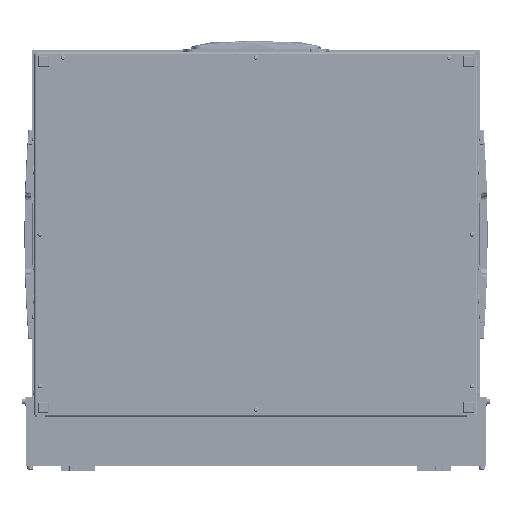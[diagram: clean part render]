
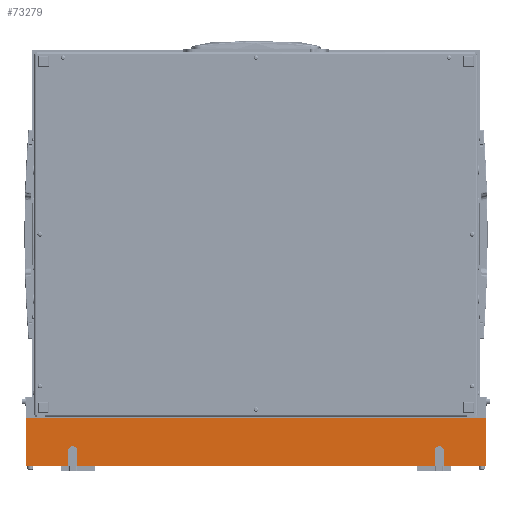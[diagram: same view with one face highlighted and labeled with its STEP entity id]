
A CAD part, front view. The second image highlights one B-rep face of the part: STEP entity #73279.
In plain terms, the highlighted planar face has unit normal (0, -1, 0).
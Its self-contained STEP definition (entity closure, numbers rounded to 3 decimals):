
#2 = CARTESIAN_POINT ( 'NONE',  ( -19.5, -30., 232.6 ) ) ;
#575 = EDGE_CURVE ( 'NONE', #88416, #109300, #50492, .T. ) ;
#877 = EDGE_CURVE ( 'NONE', #88416, #100591, #78864, .T. ) ;
#2813 = AXIS2_PLACEMENT_3D ( 'NONE', #100193, #14829, #40260 ) ;
#3221 = VECTOR ( 'NONE', #68331, 1000. ) ;
#3798 = CIRCLE ( 'NONE', #98850, 5.5 ) ;
#10163 = DIRECTION ( 'NONE',  ( 0., -1., 0. ) ) ;
#10719 = ORIENTED_EDGE ( 'NONE', *, *, #877, .F. ) ;
#11259 = CARTESIAN_POINT ( 'NONE',  ( -19.5, -30., -227.1 ) ) ;
#12572 = DIRECTION ( 'NONE',  ( 1., 0., 0. ) ) ;
#13111 = CARTESIAN_POINT ( 'NONE',  ( 0., -30., -285. ) ) ;
#14017 = DIRECTION ( 'NONE',  ( 1., 0., 0. ) ) ;
#14829 = DIRECTION ( 'NONE',  ( 0., -1., 0. ) ) ;
#16966 = CARTESIAN_POINT ( 'NONE',  ( 0., -30., -232.6 ) ) ;
#17515 = DIRECTION ( 'NONE',  ( 0., 0., 1. ) ) ;
#18200 = EDGE_CURVE ( 'NONE', #23128, #25405, #51524, .T. ) ;
#18454 = ORIENTED_EDGE ( 'NONE', *, *, #575, .T. ) ;
#20158 = CARTESIAN_POINT ( 'NONE',  ( 0., -30., -285. ) ) ;
#21825 = CARTESIAN_POINT ( 'NONE',  ( 0., -30., 232.6 ) ) ;
#22761 = CARTESIAN_POINT ( 'NONE',  ( 0., -30., 285. ) ) ;
#22953 = CARTESIAN_POINT ( 'NONE',  ( -60., -30., -285. ) ) ;
#23128 = VERTEX_POINT ( 'NONE', #43975 ) ;
#23386 = LINE ( 'NONE', #22761, #90002 ) ;
#24872 = VERTEX_POINT ( 'NONE', #92772 ) ;
#25405 = VERTEX_POINT ( 'NONE', #102783 ) ;
#25862 = ORIENTED_EDGE ( 'NONE', *, *, #69306, .F. ) ;
#30567 = DIRECTION ( 'NONE',  ( -1., 0., 0. ) ) ;
#32707 = LINE ( 'NONE', #13111, #54533 ) ;
#34526 = CARTESIAN_POINT ( 'NONE',  ( 0., -30., 232.6 ) ) ;
#34909 = VERTEX_POINT ( 'NONE', #81725 ) ;
#38943 = CARTESIAN_POINT ( 'NONE',  ( 0., -30., -285. ) ) ;
#39395 = DIRECTION ( 'NONE',  ( 0., 0., 1. ) ) ;
#40260 = DIRECTION ( 'NONE',  ( 1., 0., 0. ) ) ;
#40395 = ORIENTED_EDGE ( 'NONE', *, *, #94114, .F. ) ;
#41048 = ORIENTED_EDGE ( 'NONE', *, *, #110927, .F. ) ;
#43975 = CARTESIAN_POINT ( 'NONE',  ( -19.5, -30., 221.6 ) ) ;
#45693 = CARTESIAN_POINT ( 'NONE',  ( 0., -30., 221.6 ) ) ;
#45872 = LINE ( 'NONE', #53223, #100182 ) ;
#49928 = CARTESIAN_POINT ( 'NONE',  ( -60., -30., 285. ) ) ;
#50492 = LINE ( 'NONE', #52670, #70812 ) ;
#50628 = ORIENTED_EDGE ( 'NONE', *, *, #71694, .T. ) ;
#51524 = LINE ( 'NONE', #45693, #93523 ) ;
#52670 = CARTESIAN_POINT ( 'NONE',  ( 0., -30., -285. ) ) ;
#52797 = ORIENTED_EDGE ( 'NONE', *, *, #106975, .T. ) ;
#53223 = CARTESIAN_POINT ( 'NONE',  ( -60., -30., -285. ) ) ;
#54533 = VECTOR ( 'NONE', #99967, 1000. ) ;
#54593 = VERTEX_POINT ( 'NONE', #38943 ) ;
#56954 = EDGE_CURVE ( 'NONE', #83023, #109300, #23386, .T. ) ;
#57586 = ORIENTED_EDGE ( 'NONE', *, *, #58614, .F. ) ;
#58614 = EDGE_CURVE ( 'NONE', #99568, #83023, #45872, .T. ) ;
#58669 = EDGE_LOOP ( 'NONE', ( #40395, #52797, #88109, #41048, #10719, #18454, #91684, #57586, #105558, #50628, #110030, #25862 ) ) ;
#62617 = PLANE ( 'NONE',  #65231 ) ;
#65231 = AXIS2_PLACEMENT_3D ( 'NONE', #20158, #98317, #107063 ) ;
#66262 = CARTESIAN_POINT ( 'NONE',  ( 0., -30., -285. ) ) ;
#66415 = FACE_OUTER_BOUND ( 'NONE', #58669, .T. ) ;
#68331 = DIRECTION ( 'NONE',  ( 1., 0., 0. ) ) ;
#68772 = LINE ( 'NONE', #16966, #76973 ) ;
#69082 = CARTESIAN_POINT ( 'NONE',  ( 0., -30., -285. ) ) ;
#69306 = EDGE_CURVE ( 'NONE', #94654, #34909, #3798, .T. ) ;
#69723 = LINE ( 'NONE', #69082, #3221 ) ;
#70769 = CIRCLE ( 'NONE', #2813, 5.5 ) ;
#70812 = VECTOR ( 'NONE', #70816, 1000. ) ;
#70816 = DIRECTION ( 'NONE',  ( 0., 0., 1. ) ) ;
#71694 = EDGE_CURVE ( 'NONE', #54593, #103780, #76541, .T. ) ;
#73279 = ADVANCED_FACE ( 'NONE', ( #66415 ), #62617, .T. ) ;
#74769 = CARTESIAN_POINT ( 'NONE',  ( -19.5, -30., -221.6 ) ) ;
#76541 = LINE ( 'NONE', #66262, #92059 ) ;
#76772 = CARTESIAN_POINT ( 'NONE',  ( -19.5, -30., -221.6 ) ) ;
#76973 = VECTOR ( 'NONE', #95872, 1000. ) ;
#78864 = LINE ( 'NONE', #21825, #99235 ) ;
#79165 = VECTOR ( 'NONE', #110178, 1000. ) ;
#81725 = CARTESIAN_POINT ( 'NONE',  ( -19.5, -30., -232.6 ) ) ;
#83023 = VERTEX_POINT ( 'NONE', #49928 ) ;
#85863 = EDGE_CURVE ( 'NONE', #34909, #103780, #68772, .T. ) ;
#87418 = LINE ( 'NONE', #76772, #79165 ) ;
#88109 = ORIENTED_EDGE ( 'NONE', *, *, #18200, .F. ) ;
#88416 = VERTEX_POINT ( 'NONE', #34526 ) ;
#90002 = VECTOR ( 'NONE', #12572, 1000. ) ;
#91684 = ORIENTED_EDGE ( 'NONE', *, *, #56954, .F. ) ;
#92059 = VECTOR ( 'NONE', #39395, 1000. ) ;
#92772 = CARTESIAN_POINT ( 'NONE',  ( 0., -30., -221.6 ) ) ;
#93523 = VECTOR ( 'NONE', #14017, 1000. ) ;
#94114 = EDGE_CURVE ( 'NONE', #24872, #94654, #87418, .T. ) ;
#94654 = VERTEX_POINT ( 'NONE', #74769 ) ;
#95872 = DIRECTION ( 'NONE',  ( 1., 0., 0. ) ) ;
#98059 = EDGE_CURVE ( 'NONE', #99568, #54593, #69723, .T. ) ;
#98317 = DIRECTION ( 'NONE',  ( 0., -1., 0. ) ) ;
#98850 = AXIS2_PLACEMENT_3D ( 'NONE', #11259, #10163, #105421 ) ;
#99235 = VECTOR ( 'NONE', #30567, 1000. ) ;
#99568 = VERTEX_POINT ( 'NONE', #22953 ) ;
#99967 = DIRECTION ( 'NONE',  ( 0., 0., 1. ) ) ;
#100182 = VECTOR ( 'NONE', #17515, 1000. ) ;
#100193 = CARTESIAN_POINT ( 'NONE',  ( -19.5, -30., 227.1 ) ) ;
#100591 = VERTEX_POINT ( 'NONE', #2 ) ;
#102783 = CARTESIAN_POINT ( 'NONE',  ( 0., -30., 221.6 ) ) ;
#103780 = VERTEX_POINT ( 'NONE', #106056 ) ;
#105421 = DIRECTION ( 'NONE',  ( -1., 0., 0. ) ) ;
#105558 = ORIENTED_EDGE ( 'NONE', *, *, #98059, .T. ) ;
#106056 = CARTESIAN_POINT ( 'NONE',  ( 0., -30., -232.6 ) ) ;
#106975 = EDGE_CURVE ( 'NONE', #24872, #25405, #32707, .T. ) ;
#107063 = DIRECTION ( 'NONE',  ( 0., 0., -1. ) ) ;
#109300 = VERTEX_POINT ( 'NONE', #110788 ) ;
#110030 = ORIENTED_EDGE ( 'NONE', *, *, #85863, .F. ) ;
#110178 = DIRECTION ( 'NONE',  ( -1., 0., 0. ) ) ;
#110788 = CARTESIAN_POINT ( 'NONE',  ( 0., -30., 285. ) ) ;
#110927 = EDGE_CURVE ( 'NONE', #100591, #23128, #70769, .T. ) ;
